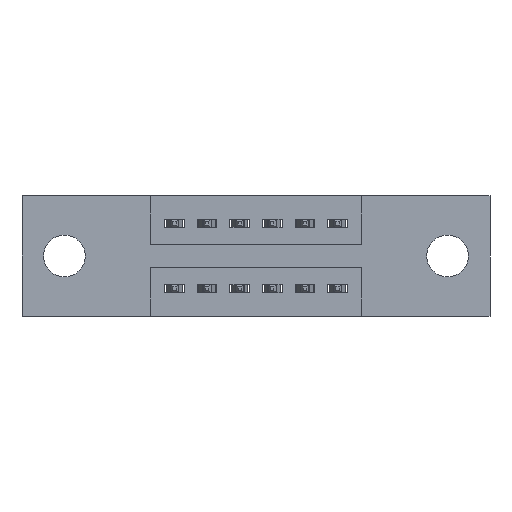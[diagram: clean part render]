
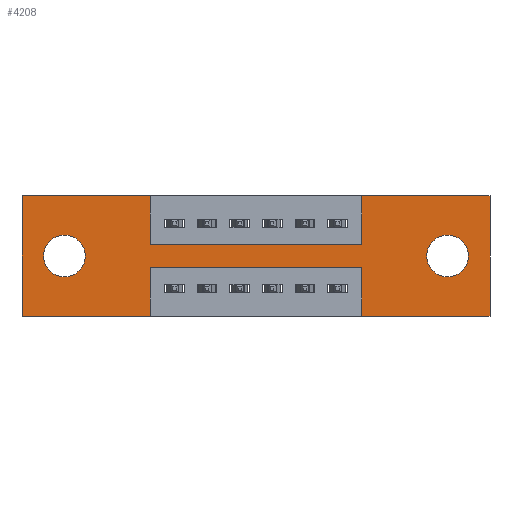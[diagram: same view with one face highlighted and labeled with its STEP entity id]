
A CAD part, front view. The second image highlights one B-rep face of the part: STEP entity #4208.
In plain terms, the highlighted planar face has unit normal (0, -1, 0).
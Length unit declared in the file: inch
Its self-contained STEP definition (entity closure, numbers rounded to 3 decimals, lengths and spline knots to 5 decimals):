
#295 = ORIENTED_EDGE ( 'NONE', *, *, #2867, .F. ) ;
#354 = LINE ( 'NONE', #3412, #6832 ) ;
#381 = DIRECTION ( 'NONE',  ( 0., 0., -1. ) ) ;
#766 = VERTEX_POINT ( 'NONE', #9107 ) ;
#778 = ORIENTED_EDGE ( 'NONE', *, *, #1274, .T. ) ;
#784 = VERTEX_POINT ( 'NONE', #6206 ) ;
#866 = DIRECTION ( 'NONE',  ( 1., 0., 0. ) ) ;
#892 = VECTOR ( 'NONE', #3028, 39.37008 ) ;
#985 = VECTOR ( 'NONE', #7775, 39.37008 ) ;
#1056 = VERTEX_POINT ( 'NONE', #8780 ) ;
#1125 = VECTOR ( 'NONE', #2969, 39.37008 ) ;
#1130 = VERTEX_POINT ( 'NONE', #8318 ) ;
#1224 = DIRECTION ( 'NONE',  ( 0., 0., -1. ) ) ;
#1274 = EDGE_CURVE ( 'NONE', #4504, #1130, #3869, .T. ) ;
#1340 = CARTESIAN_POINT ( 'NONE',  ( 1.435, 0., -0.37 ) ) ;
#1483 = LINE ( 'NONE', #7447, #892 ) ;
#1627 = EDGE_CURVE ( 'NONE', #2427, #1056, #4292, .T. ) ;
#1662 = PLANE ( 'NONE',  #8393 ) ;
#1664 = EDGE_CURVE ( 'NONE', #4947, #766, #1805, .T. ) ;
#1686 = CARTESIAN_POINT ( 'NONE',  ( 1.435, 0., 0. ) ) ;
#1688 = EDGE_CURVE ( 'NONE', #1056, #2427, #7861, .T. ) ;
#1726 = ORIENTED_EDGE ( 'NONE', *, *, #1664, .F. ) ;
#1805 = LINE ( 'NONE', #8896, #6228 ) ;
#1861 = DIRECTION ( 'NONE',  ( 1., 0., 0. ) ) ;
#1885 = CARTESIAN_POINT ( 'NONE',  ( 0.3925, 0., 0. ) ) ;
#1906 = LINE ( 'NONE', #8498, #6541 ) ;
#2130 = DIRECTION ( 'NONE',  ( 0., 0., -1. ) ) ;
#2250 = ORIENTED_EDGE ( 'NONE', *, *, #1627, .T. ) ;
#2273 = ORIENTED_EDGE ( 'NONE', *, *, #8367, .F. ) ;
#2346 = CARTESIAN_POINT ( 'NONE',  ( 1.0425, 0., 0. ) ) ;
#2427 = VERTEX_POINT ( 'NONE', #8022 ) ;
#2464 = AXIS2_PLACEMENT_3D ( 'NONE', #8754, #5821, #2130 ) ;
#2517 = EDGE_CURVE ( 'NONE', #9040, #5483, #1483, .T. ) ;
#2566 = EDGE_CURVE ( 'NONE', #784, #3890, #3110, .T. ) ;
#2703 = VERTEX_POINT ( 'NONE', #5244 ) ;
#2740 = EDGE_CURVE ( 'NONE', #6502, #2703, #7943, .T. ) ;
#2751 = LINE ( 'NONE', #7001, #985 ) ;
#2867 = EDGE_CURVE ( 'NONE', #6728, #6502, #4492, .T. ) ;
#2885 = LINE ( 'NONE', #3831, #6249 ) ;
#2890 = CARTESIAN_POINT ( 'NONE',  ( 0.13, 0., -0.121 ) ) ;
#2969 = DIRECTION ( 'NONE',  ( 0., 0., 1. ) ) ;
#2973 = DIRECTION ( 'NONE',  ( -1., 0., 0. ) ) ;
#3028 = DIRECTION ( 'NONE',  ( 1., 0., 0. ) ) ;
#3110 = LINE ( 'NONE', #5154, #1125 ) ;
#3122 = CARTESIAN_POINT ( 'NONE',  ( 1.305, 0., -0.185 ) ) ;
#3142 = AXIS2_PLACEMENT_3D ( 'NONE', #4209, #5575, #4942 ) ;
#3250 = LINE ( 'NONE', #6989, #9237 ) ;
#3412 = CARTESIAN_POINT ( 'NONE',  ( 0., 0., 0. ) ) ;
#3545 = VERTEX_POINT ( 'NONE', #1340 ) ;
#3720 = DIRECTION ( 'NONE',  ( 0., 0., 1. ) ) ;
#3786 = EDGE_LOOP ( 'NONE', ( #2273, #4649, #5955, #9163, #9097, #4746, #4395, #6654, #295, #7580, #6572, #1726 ) ) ;
#3831 = CARTESIAN_POINT ( 'NONE',  ( 0.3925, 0., -0.37 ) ) ;
#3869 = CIRCLE ( 'NONE', #3142, 0.064 ) ;
#3890 = VERTEX_POINT ( 'NONE', #7531 ) ;
#4201 = LINE ( 'NONE', #9583, #9262 ) ;
#4208 = ADVANCED_FACE ( 'NONE', ( #7223, #5862, #9297 ), #1662, .T. ) ;
#4209 = CARTESIAN_POINT ( 'NONE',  ( 0.13, 0., -0.185 ) ) ;
#4219 = DIRECTION ( 'NONE',  ( 0., 1., 0. ) ) ;
#4269 = VECTOR ( 'NONE', #7508, 39.37008 ) ;
#4292 = CIRCLE ( 'NONE', #2464, 0.064 ) ;
#4395 = ORIENTED_EDGE ( 'NONE', *, *, #8347, .F. ) ;
#4492 = LINE ( 'NONE', #1885, #6124 ) ;
#4504 = VERTEX_POINT ( 'NONE', #2890 ) ;
#4554 = CIRCLE ( 'NONE', #5375, 0.064 ) ;
#4614 = VECTOR ( 'NONE', #866, 39.37008 ) ;
#4649 = ORIENTED_EDGE ( 'NONE', *, *, #6940, .F. ) ;
#4746 = ORIENTED_EDGE ( 'NONE', *, *, #2517, .F. ) ;
#4822 = ORIENTED_EDGE ( 'NONE', *, *, #5217, .T. ) ;
#4895 = DIRECTION ( 'NONE',  ( -1., 0., 0. ) ) ;
#4897 = EDGE_CURVE ( 'NONE', #5483, #3545, #1906, .T. ) ;
#4942 = DIRECTION ( 'NONE',  ( 0., 0., 1. ) ) ;
#4947 = VERTEX_POINT ( 'NONE', #7185 ) ;
#5154 = CARTESIAN_POINT ( 'NONE',  ( 1.0425, 0., -0.37 ) ) ;
#5217 = EDGE_CURVE ( 'NONE', #1130, #4504, #4554, .T. ) ;
#5244 = CARTESIAN_POINT ( 'NONE',  ( 1.0425, 0., -0.15 ) ) ;
#5375 = AXIS2_PLACEMENT_3D ( 'NONE', #7426, #8127, #3720 ) ;
#5483 = VERTEX_POINT ( 'NONE', #1686 ) ;
#5575 = DIRECTION ( 'NONE',  ( 0., 1., 0. ) ) ;
#5821 = DIRECTION ( 'NONE',  ( 0., 1., 0. ) ) ;
#5862 = FACE_BOUND ( 'NONE', #8695, .T. ) ;
#5955 = ORIENTED_EDGE ( 'NONE', *, *, #2566, .F. ) ;
#6124 = VECTOR ( 'NONE', #381, 39.37008 ) ;
#6157 = EDGE_CURVE ( 'NONE', #3545, #784, #4201, .T. ) ;
#6206 = CARTESIAN_POINT ( 'NONE',  ( 1.0425, 0., -0.37 ) ) ;
#6228 = VECTOR ( 'NONE', #2973, 39.37008 ) ;
#6249 = VECTOR ( 'NONE', #8289, 39.37008 ) ;
#6251 = DIRECTION ( 'NONE',  ( -1., 0., 0. ) ) ;
#6295 = CARTESIAN_POINT ( 'NONE',  ( 0.3925, 0., 0. ) ) ;
#6357 = EDGE_CURVE ( 'NONE', #7837, #6728, #354, .T. ) ;
#6502 = VERTEX_POINT ( 'NONE', #7925 ) ;
#6541 = VECTOR ( 'NONE', #1224, 39.37008 ) ;
#6572 = ORIENTED_EDGE ( 'NONE', *, *, #9376, .F. ) ;
#6654 = ORIENTED_EDGE ( 'NONE', *, *, #2740, .F. ) ;
#6679 = DIRECTION ( 'NONE',  ( 0., 0., -1. ) ) ;
#6728 = VERTEX_POINT ( 'NONE', #6295 ) ;
#6832 = VECTOR ( 'NONE', #1861, 39.37008 ) ;
#6902 = CARTESIAN_POINT ( 'NONE',  ( 0.3925, 0., -0.22 ) ) ;
#6940 = EDGE_CURVE ( 'NONE', #3890, #9530, #3250, .T. ) ;
#6989 = CARTESIAN_POINT ( 'NONE',  ( 0.3925, 0., -0.22 ) ) ;
#7001 = CARTESIAN_POINT ( 'NONE',  ( 0., 0., 0. ) ) ;
#7185 = CARTESIAN_POINT ( 'NONE',  ( 0.3925, 0., -0.37 ) ) ;
#7223 = FACE_BOUND ( 'NONE', #8074, .T. ) ;
#7309 = CARTESIAN_POINT ( 'NONE',  ( 0., 0., 0. ) ) ;
#7374 = LINE ( 'NONE', #2346, #4269 ) ;
#7405 = AXIS2_PLACEMENT_3D ( 'NONE', #3122, #4219, #6679 ) ;
#7409 = ORIENTED_EDGE ( 'NONE', *, *, #1688, .T. ) ;
#7426 = CARTESIAN_POINT ( 'NONE',  ( 0.13, 0., -0.185 ) ) ;
#7447 = CARTESIAN_POINT ( 'NONE',  ( 0., 0., 0. ) ) ;
#7508 = DIRECTION ( 'NONE',  ( 0., 0., 1. ) ) ;
#7531 = CARTESIAN_POINT ( 'NONE',  ( 1.0425, 0., -0.22 ) ) ;
#7573 = CARTESIAN_POINT ( 'NONE',  ( 0., 0., -0.37 ) ) ;
#7580 = ORIENTED_EDGE ( 'NONE', *, *, #6357, .F. ) ;
#7703 = CARTESIAN_POINT ( 'NONE',  ( 1.0425, 0., 0. ) ) ;
#7775 = DIRECTION ( 'NONE',  ( 0., 0., 1. ) ) ;
#7837 = VERTEX_POINT ( 'NONE', #7309 ) ;
#7861 = CIRCLE ( 'NONE', #7405, 0.064 ) ;
#7925 = CARTESIAN_POINT ( 'NONE',  ( 0.3925, 0., -0.15 ) ) ;
#7943 = LINE ( 'NONE', #8846, #4614 ) ;
#8022 = CARTESIAN_POINT ( 'NONE',  ( 1.305, 0., -0.249 ) ) ;
#8074 = EDGE_LOOP ( 'NONE', ( #7409, #2250 ) ) ;
#8127 = DIRECTION ( 'NONE',  ( 0., 1., 0. ) ) ;
#8289 = DIRECTION ( 'NONE',  ( 0., 0., -1. ) ) ;
#8298 = DIRECTION ( 'NONE',  ( 0., -1., 0. ) ) ;
#8318 = CARTESIAN_POINT ( 'NONE',  ( 0.13, 0., -0.249 ) ) ;
#8347 = EDGE_CURVE ( 'NONE', #2703, #9040, #7374, .T. ) ;
#8367 = EDGE_CURVE ( 'NONE', #9530, #4947, #2885, .T. ) ;
#8393 = AXIS2_PLACEMENT_3D ( 'NONE', #7573, #8298, #9046 ) ;
#8498 = CARTESIAN_POINT ( 'NONE',  ( 1.435, 0., 0. ) ) ;
#8695 = EDGE_LOOP ( 'NONE', ( #778, #4822 ) ) ;
#8754 = CARTESIAN_POINT ( 'NONE',  ( 1.305, 0., -0.185 ) ) ;
#8780 = CARTESIAN_POINT ( 'NONE',  ( 1.305, 0., -0.121 ) ) ;
#8846 = CARTESIAN_POINT ( 'NONE',  ( 0.3925, 0., -0.15 ) ) ;
#8896 = CARTESIAN_POINT ( 'NONE',  ( 0., 0., -0.37 ) ) ;
#9040 = VERTEX_POINT ( 'NONE', #7703 ) ;
#9046 = DIRECTION ( 'NONE',  ( 0., 0., -1. ) ) ;
#9097 = ORIENTED_EDGE ( 'NONE', *, *, #4897, .F. ) ;
#9107 = CARTESIAN_POINT ( 'NONE',  ( 0., 0., -0.37 ) ) ;
#9163 = ORIENTED_EDGE ( 'NONE', *, *, #6157, .F. ) ;
#9237 = VECTOR ( 'NONE', #6251, 39.37008 ) ;
#9262 = VECTOR ( 'NONE', #4895, 39.37008 ) ;
#9297 = FACE_OUTER_BOUND ( 'NONE', #3786, .T. ) ;
#9376 = EDGE_CURVE ( 'NONE', #766, #7837, #2751, .T. ) ;
#9530 = VERTEX_POINT ( 'NONE', #6902 ) ;
#9583 = CARTESIAN_POINT ( 'NONE',  ( 0., 0., -0.37 ) ) ;
